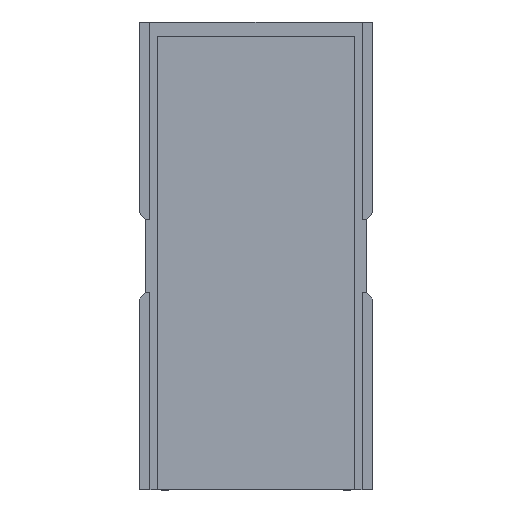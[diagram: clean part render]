
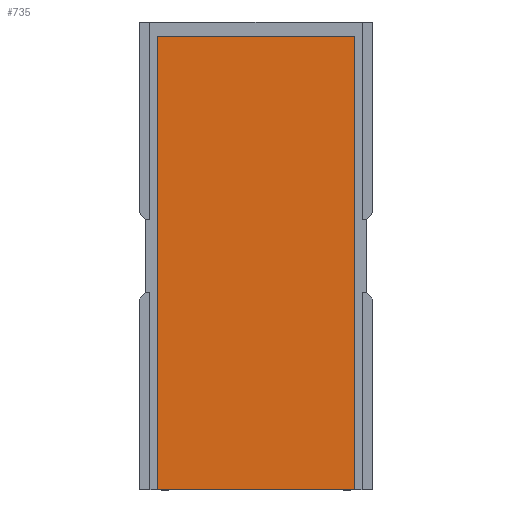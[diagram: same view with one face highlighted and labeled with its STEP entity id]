
A CAD part, top view. The second image highlights one B-rep face of the part: STEP entity #735.
In plain terms, the highlighted planar face has unit normal (0, 0, 1).
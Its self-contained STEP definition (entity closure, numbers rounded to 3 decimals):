
#27=VECTOR('',#28,1.);
#28=DIRECTION('',(0.,1.,0.));
#35=VECTOR('',#36,1.);
#36=DIRECTION('',(1.,0.,0.));
#56=DIRECTION('',(0.,0.,-1.));
#57=DIRECTION('',(1.,0.,0.));
#410=VERTEX_POINT('',#411);
#411=CARTESIAN_POINT('',(-1.35,-3.2,0.6));
#414=EDGE_CURVE('',#410,#415,#417,.T.);
#415=VERTEX_POINT('',#416);
#416=CARTESIAN_POINT('',(1.35,-3.2,0.6));
#417=LINE('',#411,#35);
#665=EDGE_CURVE('',#415,#666,#668,.T.);
#666=VERTEX_POINT('',#667);
#667=CARTESIAN_POINT('',(1.35,3.,0.6));
#668=LINE('',#416,#27);
#681=VERTEX_POINT('',#682);
#682=CARTESIAN_POINT('',(-1.35,3.,0.6));
#684=ORIENTED_EDGE('',*,*,#685,.T.);
#685=EDGE_CURVE('',#681,#666,#686,.T.);
#686=LINE('',#682,#35);
#694=EDGE_CURVE('',#410,#681,#695,.T.);
#695=LINE('',#411,#27);
#735=ADVANCED_FACE('',(#736),#741,.F.);
#736=FACE_BOUND('',#737,.F.);
#737=EDGE_LOOP('',(#738,#684,#739,#740));
#738=ORIENTED_EDGE('',*,*,#694,.T.);
#739=ORIENTED_EDGE('',*,*,#665,.F.);
#740=ORIENTED_EDGE('',*,*,#414,.F.);
#741=PLANE('',#742);
#742=AXIS2_PLACEMENT_3D('',#411,#56,#57);
